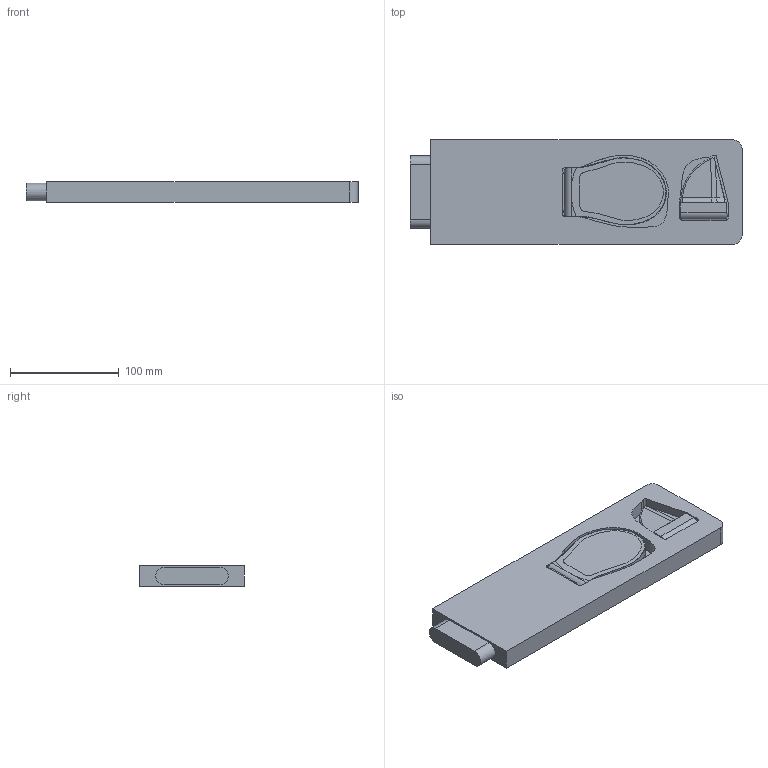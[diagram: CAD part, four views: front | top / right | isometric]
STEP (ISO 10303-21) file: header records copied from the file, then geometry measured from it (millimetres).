
FILE_DESCRIPTION(/* description */ ('STEP AP242','CAx-IF Rec.Pracs.---Representation and Presentation of Product Manufacturing Information (PMI)---4.0---2014-10-13','CAx-IF Rec.Pracs.---3D Tessellated Geometry---0.4---2014-09-14','2;1'),/* implementation_level */ '2;1');
FILE_NAME(/* name */ '63883c9210fd0a7a87dffc4d',/* time_stamp */ '2022-12-01T05:33:06+00:00',/* author */ (''),/* organization */ (''),/* preprocessor_version */ 'ST-DEVELOPER v18.102',/* originating_system */ ' ',/* authorisation */ ' ');
FILE_SCHEMA (('AP242_MANAGED_MODEL_BASED_3D_ENGINEERING_MIM_LF { 1 0 10303 442 1 1 4 }'));
Length unit declared in the file: metre
Products named in the file (6): scooper pivot; knife pivot; Knife; Scooper; Bottom2; top
Bounding box: 304.8 x 95.89 x 19.05 mm (x, y, z)
Volume: 499903 mm3; surface area: 107087 mm2
Topology: 6 solids, 6 shells, 113 faces, 283 edges, 185 vertices
Faces by surface type: plane 43, cylinder 36, bspline 32, torus 2
Full cylindrical faces by diameter (mm): 6.35 x8
Entity records: 3892 total; most frequent: CARTESIAN_POINT 1247, ORIENTED_EDGE 542, DIRECTION 452, EDGE_CURVE 271, VERTEX_POINT 181, AXIS2_PLACEMENT_3D 165, EDGE_LOOP 134, FACE_BOUND 134
